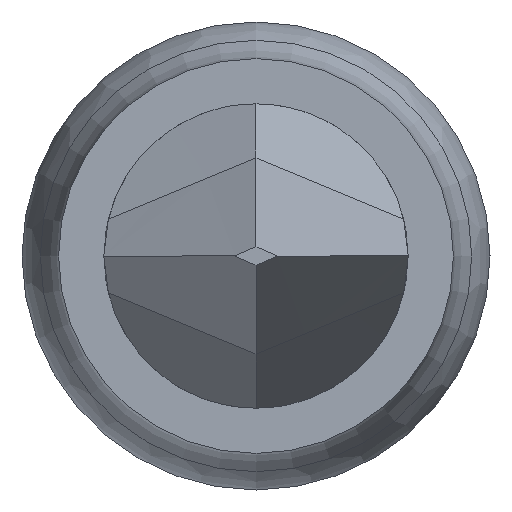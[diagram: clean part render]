
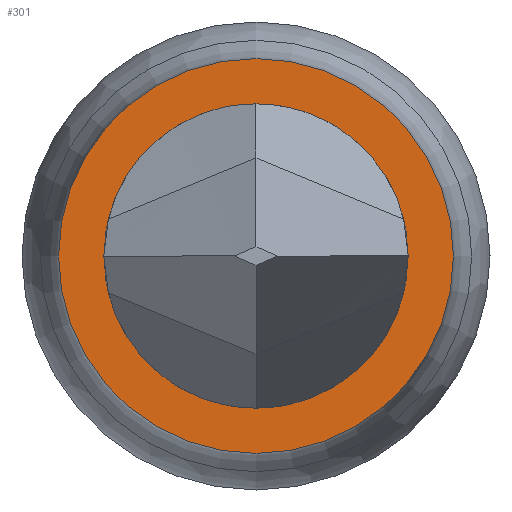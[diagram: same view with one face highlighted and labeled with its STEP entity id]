
A CAD part, left-side view. The second image highlights one B-rep face of the part: STEP entity #301.
In plain terms, the highlighted planar face has unit normal (-1, 0, 0).
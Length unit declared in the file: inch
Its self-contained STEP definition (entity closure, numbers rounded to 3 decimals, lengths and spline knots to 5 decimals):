
#13 = CIRCLE ( 'NONE', #932, 0.0079 ) ;
#32 = CARTESIAN_POINT ( 'NONE',  ( 0., 0., 0. ) ) ;
#34 = DIRECTION ( 'NONE',  ( 1., 0., 0. ) ) ;
#35 = DIRECTION ( 'NONE',  ( 0., 0., -1. ) ) ;
#67 = DIRECTION ( 'NONE',  ( 0., 0., -1. ) ) ;
#104 = VERTEX_POINT ( 'NONE', #594 ) ;
#125 = ORIENTED_EDGE ( 'NONE', *, *, #747, .T. ) ;
#184 = FACE_BOUND ( 'NONE', #936, .T. ) ;
#213 = DIRECTION ( 'NONE',  ( -1., 0., 0. ) ) ;
#247 = DIRECTION ( 'NONE',  ( -1., 0., 0. ) ) ;
#263 = AXIS2_PLACEMENT_3D ( 'NONE', #32, #247, #35 ) ;
#270 = CARTESIAN_POINT ( 'NONE',  ( 0., 0., -0.0079 ) ) ;
#285 = CIRCLE ( 'NONE', #263, 0.01025 ) ;
#301 = ADVANCED_FACE ( 'NONE', ( #184, #732 ), #698, .F. ) ;
#328 = ORIENTED_EDGE ( 'NONE', *, *, #540, .F. ) ;
#393 = VERTEX_POINT ( 'NONE', #270 ) ;
#404 = CARTESIAN_POINT ( 'NONE',  ( 0., -0.0125, 0. ) ) ;
#521 = CARTESIAN_POINT ( 'NONE',  ( 0., 0., 0. ) ) ;
#540 = EDGE_CURVE ( 'NONE', #393, #393, #13, .T. ) ;
#573 = DIRECTION ( 'NONE',  ( 0., 0., 1. ) ) ;
#594 = CARTESIAN_POINT ( 'NONE',  ( 0., 0., -0.01025 ) ) ;
#698 = PLANE ( 'NONE',  #801 ) ;
#732 = FACE_OUTER_BOUND ( 'NONE', #740, .T. ) ;
#740 = EDGE_LOOP ( 'NONE', ( #125 ) ) ;
#747 = EDGE_CURVE ( 'NONE', #104, #104, #285, .T. ) ;
#801 = AXIS2_PLACEMENT_3D ( 'NONE', #404, #34, #573 ) ;
#932 = AXIS2_PLACEMENT_3D ( 'NONE', #521, #213, #67 ) ;
#936 = EDGE_LOOP ( 'NONE', ( #328 ) ) ;
